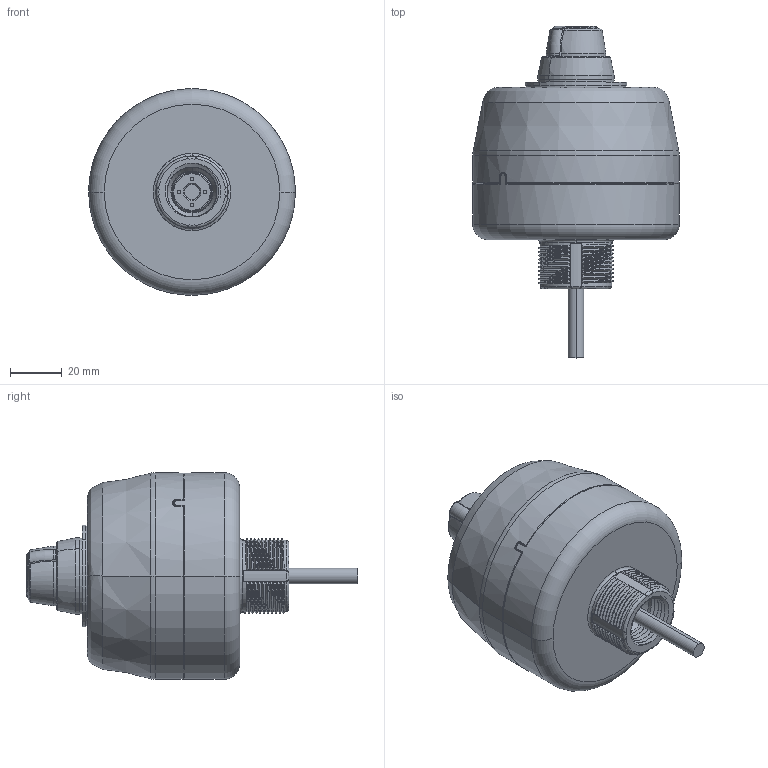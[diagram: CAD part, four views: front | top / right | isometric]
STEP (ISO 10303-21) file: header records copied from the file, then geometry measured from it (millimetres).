
FILE_DESCRIPTION((''),'2;1');
FILE_NAME('197822_ASM','2016-11-04T',('pdmadmin'),('BANNER ENGINEERING'),'CREO PARAMETRIC BY PTC INC, 2016260','CREO PARAMETRIC BY PTC INC, 2016260','');
FILE_SCHEMA(('CONFIG_CONTROL_DESIGN'));
Products named in the file (13): 159982; 62676; 168700; 197063_ASM; 160390; 159984; 197183; 197062_ASM; 197061_PART1; 197060; 197061_PART2; CABLE_592_4COND; 197822_ASM
Assembly tree (12 placements, depth 3):
  197822_ASM
    197063_ASM
      159982
      62676
      168700
    160390
    197062_ASM
      159984
      197183
    197061_PART1
    197060
    197061_PART2
    CABLE_592_4COND
Bounding box: 80 x 128.55 x 80 mm (x, y, z)
Volume: 103933.9 mm3; surface area: 66497.3 mm2
Topology: 26 solids, 27 shells, 1269 faces, 3309 edges, 2136 vertices
Faces by surface type: plane 332, cylinder 274, bspline 253, extrusion 243, torus 107, cone 48, sphere 12
Entity records: 91985 total; most frequent: CARTESIAN_POINT 63213, ORIENTED_EDGE 6614, DIRECTION 4633, EDGE_CURVE 3307, VERTEX_POINT 2136, VECTOR 1547, AXIS2_PLACEMENT_3D 1543, B_SPLINE_CURVE_WITH_KNOTS 1506
